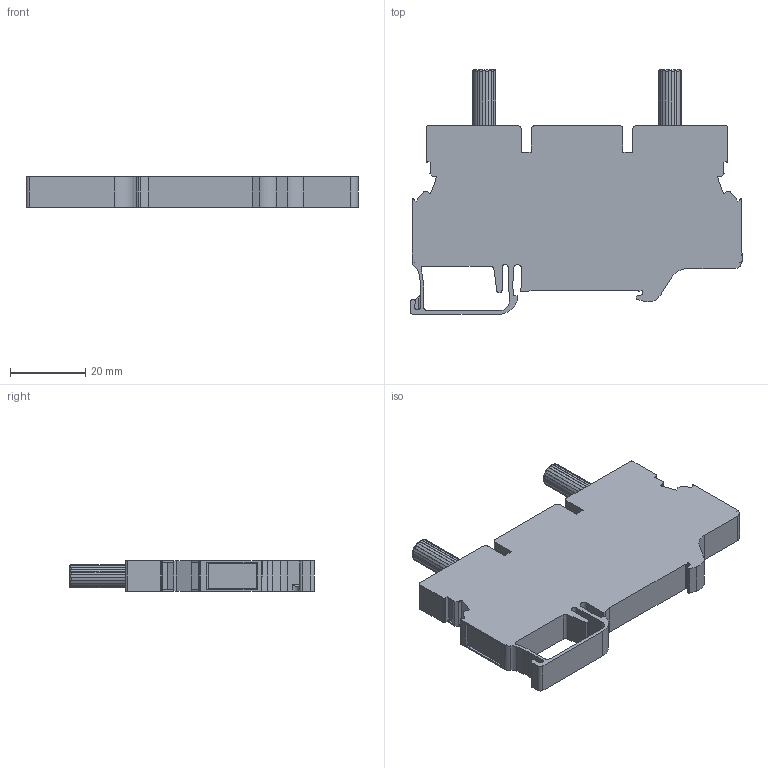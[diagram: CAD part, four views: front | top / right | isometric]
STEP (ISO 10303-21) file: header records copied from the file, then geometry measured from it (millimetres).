
FILE_DESCRIPTION (( 'STEP AP214' ), '1' );
FILE_NAME ('376090_WGO 4_Grey.STP', '2014-01-17T10:50:14', ( 'arge' ), ( 'Microsoft' ), 'SwSTEP 2.0', 'SolidWorks 2013', '' );
FILE_SCHEMA (( 'AUTOMOTIVE_DESIGN' ));
Length unit declared in the file: millimetre
Products named in the file (1): 376090_WGO 4_Grey
Bounding box: 88.31 x 65.1 x 8 mm (x, y, z)
Volume: 28035.5 mm3; surface area: 10987.5 mm2
Topology: 1 solids, 3 shells, 362 faces, 1055 edges, 704 vertices
Faces by surface type: plane 249, cylinder 105, torus 4, cone 4
Entity records: 16030 total; most frequent: CARTESIAN_POINT 2483, ORIENTED_EDGE 2110, DIRECTION 1936, EDGE_CURVE 1055, VECTOR 736, LINE 736, VERTEX_POINT 704, AXIS2_PLACEMENT_3D 600
